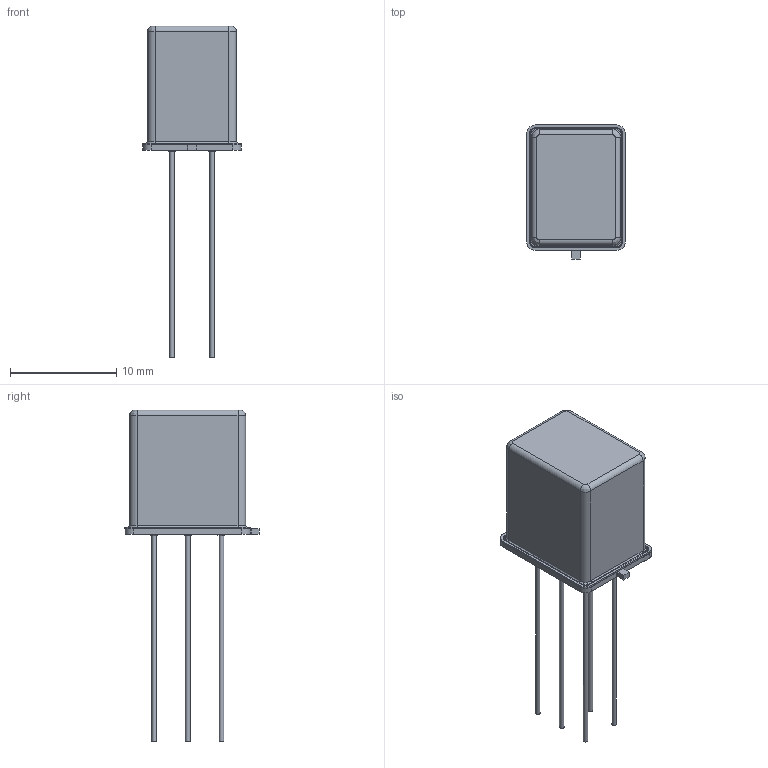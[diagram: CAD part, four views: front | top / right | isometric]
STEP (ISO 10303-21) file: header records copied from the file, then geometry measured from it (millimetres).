
FILE_DESCRIPTION(/* description */ (''),/* implementation_level */ '2;1');
FILE_NAME(/* name */ 'RF131_Relay.stp',/* time_stamp */ '2021-12-20T19:36:25-08:00',/* author */ (''),/* organization */ (''),/* preprocessor_version */ 'ST-DEVELOPER v11',/* originating_system */ 'UGS - NX 5.0',/* authorisation */ '');
FILE_SCHEMA (('AUTOMOTIVE_DESIGN { 1 0 10303 214 1 1 1 1 }'));
Length unit declared in the file: inch
Products named in the file (7): 400-163-3- 2_A; 110-100-114-2_B; 110-155-16-1_N_C; 110-155-16-2_N_C; 130-110-74_A; 111-103-112_A; RF131 Relay_A
Assembly tree (13 placements, depth 3):
  RF131 Relay_A
    130-110-74_A
    111-103-112_A
      110-155-16-2_N_C  x2
      110-155-16-1_N_C  x3
      110-100-114-2_B
      400-163-3- 2_A  x5
Bounding box: 9.28 x 12.64 x 31.27 mm (x, y, z)
Volume: 256.2 mm3; surface area: 1801.4 mm2
Topology: 12 solids, 13 shells, 212 faces, 489 edges, 308 vertices
Faces by surface type: plane 83, cylinder 80, torus 22, cone 16, bspline 11
Full cylindrical faces by diameter (mm): 0.432 x10, 1.194 x2, 1.199 x2, 1.422 x4, 2.54 x6
Entity records: 5881 total; most frequent: CARTESIAN_POINT 1073, DIRECTION 1050, ORIENTED_EDGE 850, EDGE_CURVE 430, AXIS2_PLACEMENT_3D 415, VERTEX_POINT 282, EDGE_LOOP 256, LINE 220
